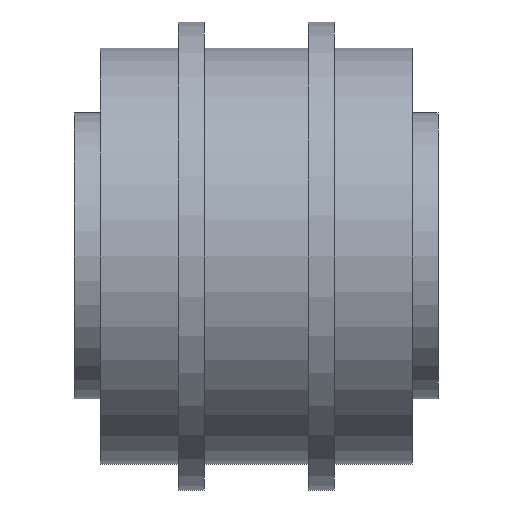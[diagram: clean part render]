
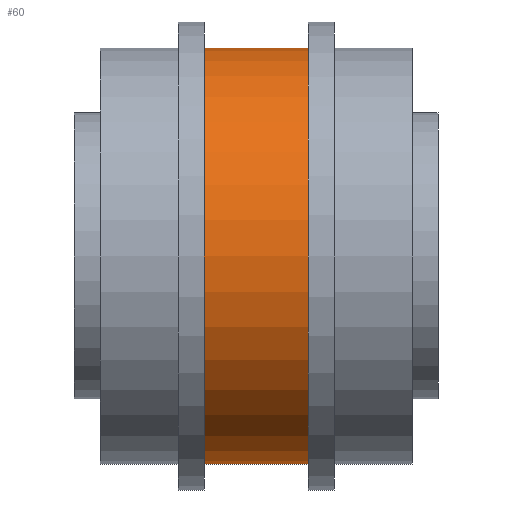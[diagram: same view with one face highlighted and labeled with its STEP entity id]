
A CAD part, front view. The second image highlights one B-rep face of the part: STEP entity #60.
In plain terms, the highlighted cylindrical face has radius 80 mm (diameter 160 mm), a full revolution.
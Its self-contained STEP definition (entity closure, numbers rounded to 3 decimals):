
#60 = ADVANCED_FACE( '', ( #140, #141 ), #142, .T. );
#140 = FACE_OUTER_BOUND( '', #255, .T. );
#141 = FACE_OUTER_BOUND( '', #256, .T. );
#142 = CYLINDRICAL_SURFACE( '', #257, 80. );
#255 = EDGE_LOOP( '', ( #376 ) );
#256 = EDGE_LOOP( '', ( #377 ) );
#257 = AXIS2_PLACEMENT_3D( '', #378, #379, #380 );
#376 = ORIENTED_EDGE( '', *, *, #547, .T. );
#377 = ORIENTED_EDGE( '', *, *, #548, .F. );
#378 = CARTESIAN_POINT( '', ( 70., 0., 0. ) );
#379 = DIRECTION( '', ( -1., 0., 0. ) );
#380 = DIRECTION( '', ( 0., 0., -1. ) );
#547 = EDGE_CURVE( '', #621, #621, #622, .T. );
#548 = EDGE_CURVE( '', #623, #623, #624, .T. );
#621 = VERTEX_POINT( '', #713 );
#622 = CIRCLE( '', #714, 80. );
#623 = VERTEX_POINT( '', #715 );
#624 = CIRCLE( '', #716, 80. );
#713 = CARTESIAN_POINT( '', ( -20., 0., -80. ) );
#714 = AXIS2_PLACEMENT_3D( '', #810, #811, #812 );
#715 = CARTESIAN_POINT( '', ( 20., 0., -80. ) );
#716 = AXIS2_PLACEMENT_3D( '', #813, #814, #815 );
#810 = CARTESIAN_POINT( '', ( -20., 0., 0. ) );
#811 = DIRECTION( '', ( 1., 0., 0. ) );
#812 = DIRECTION( '', ( 0., 0., -1. ) );
#813 = CARTESIAN_POINT( '', ( 20., 0., 0. ) );
#814 = DIRECTION( '', ( 1., 0., 0. ) );
#815 = DIRECTION( '', ( 0., 0., -1. ) );
